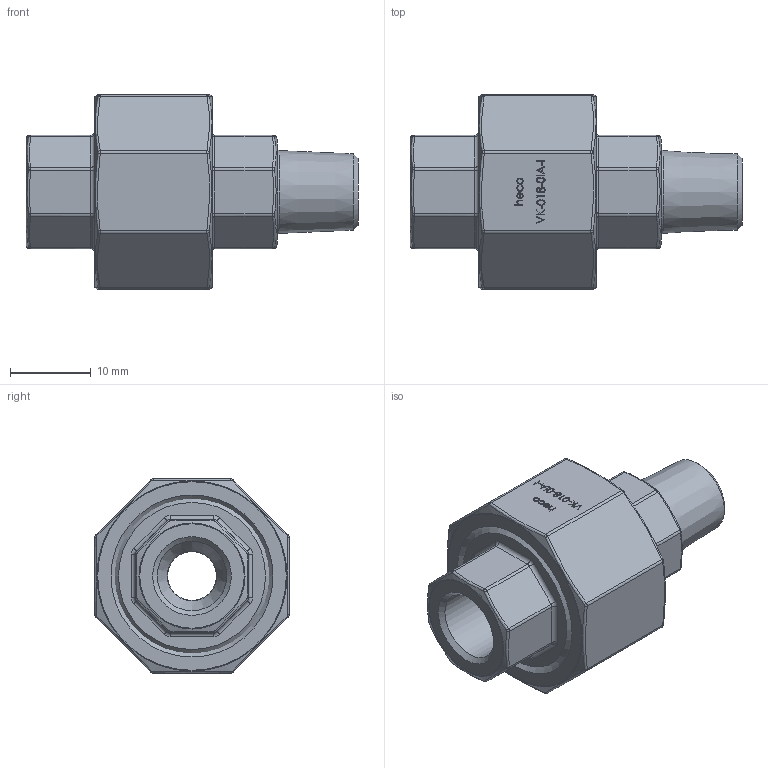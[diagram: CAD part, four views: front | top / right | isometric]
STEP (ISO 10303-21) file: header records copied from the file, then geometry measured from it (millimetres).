
FILE_DESCRIPTION (( 'STEP AP214' ), '1' );
FILE_NAME ('VK-018-0IA-I Verschraubung konisch 2201.STEP', '2022-01-31T09:29:22', ( '' ), ( '' ), 'SwSTEP 2.0', 'SolidWorks 2019', '' );
FILE_SCHEMA (( 'AUTOMOTIVE_DESIGN' ));
Length unit declared in the file: millimetre
Products named in the file (1): VK-018-0IA-I Verschraubung konisch 2201
Bounding box: 41 x 24 x 24 mm (x, y, z)
Volume: 8077.7 mm3; surface area: 6286.6 mm2
Topology: 3 solids, 3 shells, 387 faces, 938 edges, 587 vertices
Faces by surface type: bspline 158, plane 136, cylinder 49, torus 30, cone 14
Full cylindrical faces by diameter (mm): 6 x1, 8.566 x1, 10.5 x1, 11 x1, 15.5 x1, 15.7 x1, 18 x1, 18.38 x1, 20 x1
Entity records: 20355 total; most frequent: CARTESIAN_POINT 8362, ORIENTED_EDGE 1754, DIRECTION 1196, EDGE_CURVE 877, VERTEX_POINT 571, EDGE_LOOP 468, AXIS2_PLACEMENT_3D 421, FACE_OUTER_BOUND 418
